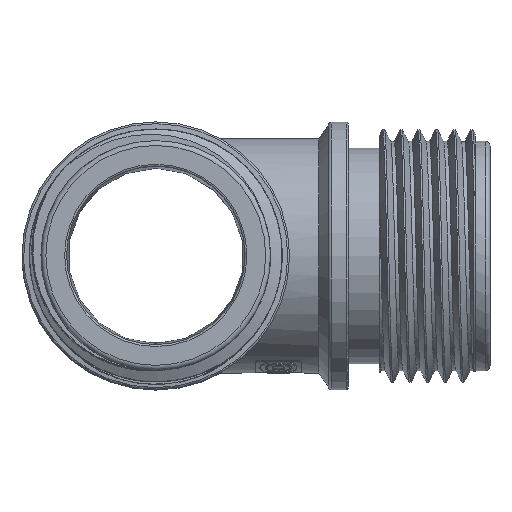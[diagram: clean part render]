
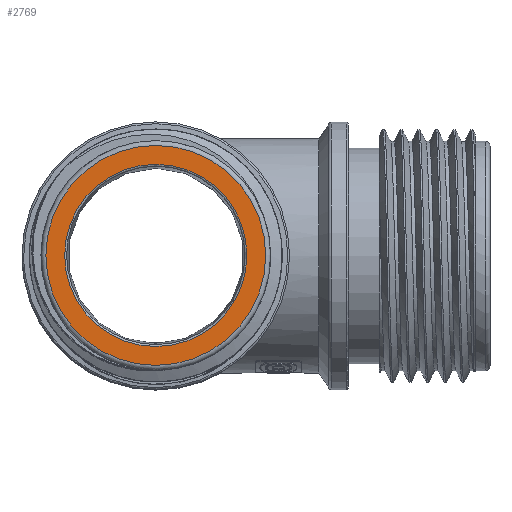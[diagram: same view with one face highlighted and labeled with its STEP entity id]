
A CAD part, top view. The second image highlights one B-rep face of the part: STEP entity #2769.
In plain terms, the highlighted planar face has unit normal (0, 0, 1).
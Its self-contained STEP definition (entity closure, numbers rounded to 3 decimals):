
#2769=ADVANCED_FACE('',(#3170,#3171),#3032,.T.);
#3032=PLANE('',#6060);
#3170=FACE_BOUND('',#3296,.T.);
#3171=FACE_BOUND('',#3297,.T.);
#3296=EDGE_LOOP('',(#3632));
#3297=EDGE_LOOP('',(#3633));
#3632=ORIENTED_EDGE('',*,*,#5312,.T.);
#3633=ORIENTED_EDGE('',*,*,#5313,.T.);
#4880=VERTEX_POINT('',#7625);
#4881=VERTEX_POINT('',#7627);
#5312=EDGE_CURVE('',#4880,#4880,#5936,.T.);
#5313=EDGE_CURVE('',#4881,#4881,#5937,.T.);
#5936=CIRCLE('',#6058,9.366);
#5937=CIRCLE('',#6059,11.3);
#6058=AXIS2_PLACEMENT_3D('',#7624,#6496,#6497);
#6059=AXIS2_PLACEMENT_3D('',#7626,#6498,#6499);
#6060=AXIS2_PLACEMENT_3D('',#7628,#6500,#6501);
#6496=DIRECTION('',(0.,0.,-1.));
#6497=DIRECTION('',(1.,0.,0.));
#6498=DIRECTION('',(0.,0.,1.));
#6499=DIRECTION('',(1.,0.,0.));
#6500=DIRECTION('',(0.,0.,1.));
#6501=DIRECTION('',(1.,0.,0.));
#7624=CARTESIAN_POINT('',(0.,-50.,34.35));
#7625=CARTESIAN_POINT('',(9.366,-50.,34.35));
#7626=CARTESIAN_POINT('',(0.,-50.,34.35));
#7627=CARTESIAN_POINT('',(11.3,-50.,34.35));
#7628=CARTESIAN_POINT('',(0.,-50.,34.35));
